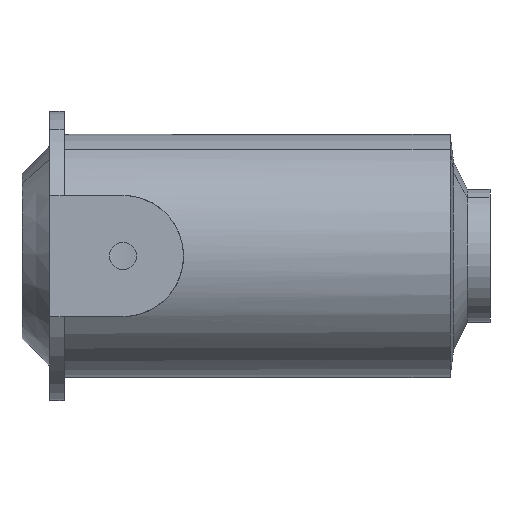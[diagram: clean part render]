
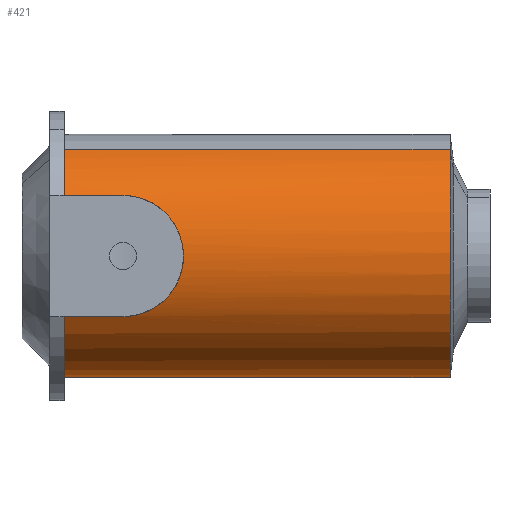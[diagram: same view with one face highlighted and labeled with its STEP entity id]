
A CAD part, front view. The second image highlights one B-rep face of the part: STEP entity #421.
In plain terms, the highlighted cylindrical face has radius 13.25 mm (diameter 26.5 mm), a partial arc.
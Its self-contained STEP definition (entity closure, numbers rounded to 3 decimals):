
#287=CARTESIAN_POINT('Vertex',(-54.426,-39.237,126.115)) ;
#290=CARTESIAN_POINT('Axis2P3D Location',(-54.426,-27.748,119.514)) ;
#294=CARTESIAN_POINT('Vertex',(-54.426,-34.1,131.142)) ;
#329=CARTESIAN_POINT('Vertex',(-54.426,-21.396,107.886)) ;
#332=CARTESIAN_POINT('Axis2P3D Location',(-54.426,-27.748,119.514)) ;
#336=CARTESIAN_POINT('Vertex',(-54.426,-39.237,112.913)) ;
#353=CARTESIAN_POINT('Axis2P3D Location',(-57.756,-27.748,119.514)) ;
#358=CARTESIAN_POINT('Line Origine',(-33.401,-21.396,107.886)) ;
#362=CARTESIAN_POINT('Vertex',(-12.376,-21.396,107.886)) ;
#365=CARTESIAN_POINT('Axis2P3D Location',(-12.376,-27.748,119.514)) ;
#369=CARTESIAN_POINT('Vertex',(-12.376,-34.1,131.142)) ;
#372=CARTESIAN_POINT('Line Origine',(-33.401,-34.1,131.142)) ;
#377=CARTESIAN_POINT('Line Origine',(-33.401,-39.237,126.115)) ;
#381=CARTESIAN_POINT('Vertex',(-48.026,-39.237,126.115)) ;
#385=CARTESIAN_POINT('Control Point',(-48.026,-39.237,126.115)) ;
#386=CARTESIAN_POINT('Control Point',(-47.181,-39.237,126.115)) ;
#387=CARTESIAN_POINT('Control Point',(-46.337,-39.314,125.98)) ;
#388=CARTESIAN_POINT('Control Point',(-45.533,-39.469,125.71)) ;
#389=CARTESIAN_POINT('Control Point',(-43.817,-39.926,124.822)) ;
#390=CARTESIAN_POINT('Control Point',(-42.521,-40.466,123.393)) ;
#391=CARTESIAN_POINT('Control Point',(-41.947,-40.74,122.432)) ;
#392=CARTESIAN_POINT('Control Point',(-41.25,-41.084,120.333)) ;
#393=CARTESIAN_POINT('Control Point',(-41.442,-40.991,118.11)) ;
#394=CARTESIAN_POINT('Control Point',(-41.76,-40.827,117.074)) ;
#395=CARTESIAN_POINT('Control Point',(-42.464,-40.491,115.759)) ;
#396=CARTESIAN_POINT('Control Point',(-43.471,-40.102,114.708)) ;
#397=CARTESIAN_POINT('Control Point',(-43.791,-39.986,114.424)) ;
#398=CARTESIAN_POINT('Control Point',(-44.718,-39.68,113.726)) ;
#399=CARTESIAN_POINT('Control Point',(-45.791,-39.423,113.237)) ;
#400=CARTESIAN_POINT('Control Point',(-46.517,-39.299,113.021)) ;
#401=CARTESIAN_POINT('Control Point',(-47.271,-39.237,112.913)) ;
#402=CARTESIAN_POINT('Control Point',(-48.026,-39.237,112.913)) ;
#403=CARTESIAN_POINT('Vertex',(-48.026,-39.237,112.913)) ;
#406=CARTESIAN_POINT('Line Origine',(-33.401,-39.237,112.913)) ;
#291=DIRECTION('Axis2P3D Direction',(1.,0.,0.)) ;
#333=DIRECTION('Axis2P3D Direction',(1.,0.,0.)) ;
#354=DIRECTION('Axis2P3D Direction',(1.,0.,0.)) ;
#355=DIRECTION('Axis2P3D XDirection',(0.,-0.479,0.878)) ;
#359=DIRECTION('Vector Direction',(1.,0.,0.)) ;
#366=DIRECTION('Axis2P3D Direction',(1.,0.,0.)) ;
#373=DIRECTION('Vector Direction',(1.,0.,0.)) ;
#378=DIRECTION('Vector Direction',(1.,0.,0.)) ;
#407=DIRECTION('Vector Direction',(1.,0.,0.)) ;
#292=AXIS2_PLACEMENT_3D('Circle Axis2P3D',#290,#291,$) ;
#334=AXIS2_PLACEMENT_3D('Circle Axis2P3D',#332,#333,$) ;
#356=AXIS2_PLACEMENT_3D('Cylinder Axis2P3D',#353,#354,#355) ;
#367=AXIS2_PLACEMENT_3D('Circle Axis2P3D',#365,#366,$) ;
#412=ORIENTED_EDGE('',*,*,#338,.T.) ;
#413=ORIENTED_EDGE('',*,*,#364,.T.) ;
#414=ORIENTED_EDGE('',*,*,#371,.F.) ;
#415=ORIENTED_EDGE('',*,*,#376,.F.) ;
#416=ORIENTED_EDGE('',*,*,#296,.T.) ;
#417=ORIENTED_EDGE('',*,*,#383,.T.) ;
#418=ORIENTED_EDGE('',*,*,#405,.T.) ;
#419=ORIENTED_EDGE('',*,*,#410,.F.) ;
#360=VECTOR('Line Direction',#359,1.) ;
#374=VECTOR('Line Direction',#373,1.) ;
#379=VECTOR('Line Direction',#378,1.) ;
#408=VECTOR('Line Direction',#407,1.) ;
#421=ADVANCED_FACE('Body.4',(#420),#357,.T.) ;
#384=B_SPLINE_CURVE_WITH_KNOTS('',5,(#385,#386,#387,#388,#389,#390,#391,#392,#393,#394,#395,#396,#397,#398,#399,#400,#401,#402),.UNSPECIFIED.,.F.,.U.,(6,3,3,3,3,6),(0.,5.972,13.885,21.384,24.506,29.841),.UNSPECIFIED.) ;
#293=CIRCLE('generated circle',#292,13.25) ;
#335=CIRCLE('generated circle',#334,13.25) ;
#368=CIRCLE('generated circle',#367,13.25) ;
#357=CYLINDRICAL_SURFACE('generated cylinder',#356,13.25) ;
#296=EDGE_CURVE('',#295,#288,#293,.T.) ;
#338=EDGE_CURVE('',#337,#330,#335,.T.) ;
#364=EDGE_CURVE('',#330,#363,#361,.T.) ;
#371=EDGE_CURVE('',#370,#363,#368,.T.) ;
#376=EDGE_CURVE('',#295,#370,#375,.T.) ;
#383=EDGE_CURVE('',#288,#382,#380,.T.) ;
#405=EDGE_CURVE('',#382,#404,#384,.T.) ;
#410=EDGE_CURVE('',#337,#404,#409,.T.) ;
#411=EDGE_LOOP('',(#412,#413,#414,#415,#416,#417,#418,#419)) ;
#420=FACE_OUTER_BOUND('',#411,.T.) ;
#361=LINE('Line',#358,#360) ;
#375=LINE('Line',#372,#374) ;
#380=LINE('Line',#377,#379) ;
#409=LINE('Line',#406,#408) ;
#288=VERTEX_POINT('',#287) ;
#295=VERTEX_POINT('',#294) ;
#330=VERTEX_POINT('',#329) ;
#337=VERTEX_POINT('',#336) ;
#363=VERTEX_POINT('',#362) ;
#370=VERTEX_POINT('',#369) ;
#382=VERTEX_POINT('',#381) ;
#404=VERTEX_POINT('',#403) ;
